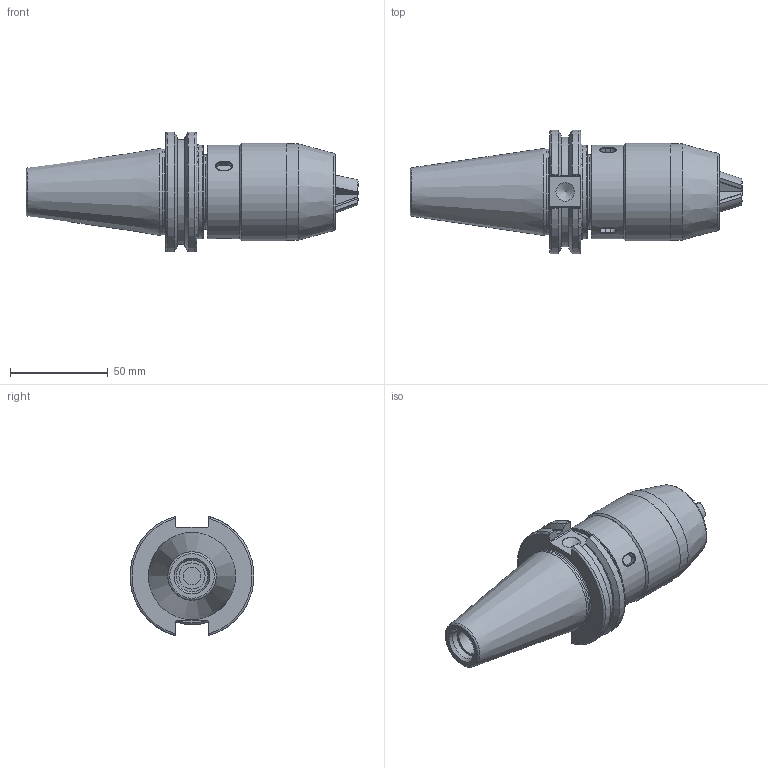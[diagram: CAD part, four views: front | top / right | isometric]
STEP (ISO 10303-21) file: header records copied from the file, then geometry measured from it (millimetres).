
FILE_DESCRIPTION(/* description */ ('','CAx-IF Rec.Pracs.---Representation and Presentation of Product Manufacturing Information (PMI)---4.0---2014-10-13'),/* implementation_level */ '2;1');
FILE_NAME(/* name */ 'RK026.stp',/* time_stamp */ '2025-02-14T13:51:23+09:00',/* author */ ('eos'),/* organization */ (''),/* preprocessor_version */ 'ST-DEVELOPER v20',/* originating_system */ 'Autodesk Inventor 2025',/* authorisation */ '');
FILE_SCHEMA (('AP242_MANAGED_MODEL_BASED_3D_ENGINEERING_MIM_LF { 1 0 10303 442 1 1 4 }'));
Length unit declared in the file: millimetre
Products named in the file (7): LO-CAT40-NPU13-3; CAT50; BA12713201003A; BB1271306M401A---; BB12713070101A---; BB12713080101A---; BB12213030401C
Assembly tree (8 placements, depth 3):
  LO-CAT40-NPU13-3
    CAT50
    BA12713201003A
      BB12213030401C  x3
      BB1271306M401A---
      BB12713070101A---
      BB12713080101A---
Bounding box: 169.78 x 63.26 x 61.09 mm (x, y, z)
Volume: 233466.2 mm3; surface area: 47590.8 mm2
Topology: 7 solids, 7 shells, 223 faces, 553 edges, 358 vertices
Faces by surface type: plane 146, cylinder 39, torus 16, cone 16, bspline 6
Full cylindrical faces by diameter (mm): 9 x1, 9.525 x1, 13.386 x1, 16.3 x1, 23.4 x1, 23.5 x1, 38 x1, 38.5 x1, 42 x1, 43.6 x1, 44 x1, 48 x2, 49.4 x1, 50 x1
Entity records: 7083 total; most frequent: CARTESIAN_POINT 2614, DIRECTION 918, ORIENTED_EDGE 748, EDGE_CURVE 374, AXIS2_PLACEMENT_3D 359, VERTEX_POINT 242, LINE 200, VECTOR 200
